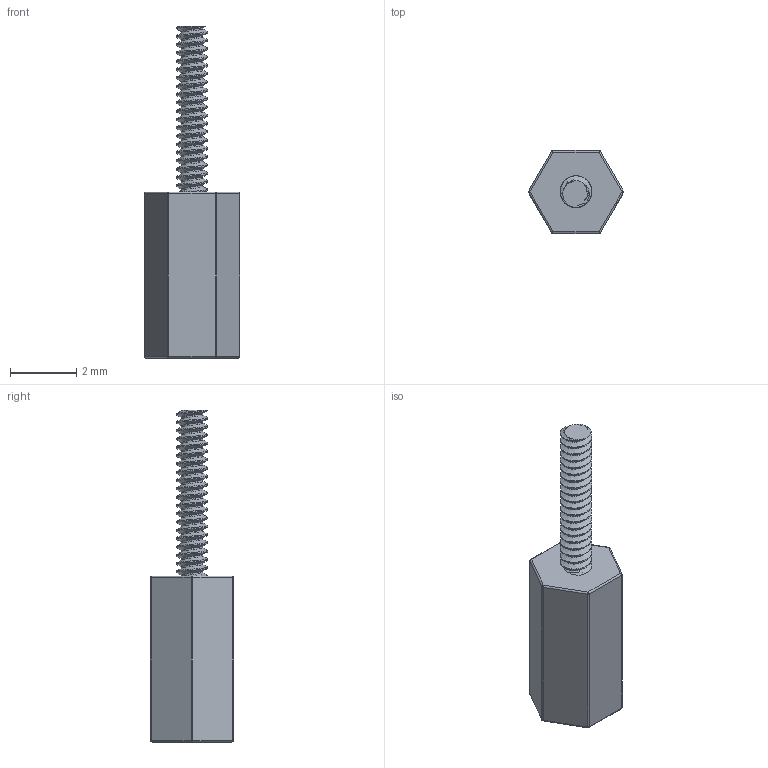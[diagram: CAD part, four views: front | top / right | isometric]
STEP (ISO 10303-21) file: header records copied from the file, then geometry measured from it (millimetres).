
FILE_DESCRIPTION(/* description */ (''),/* implementation_level */ '2;1');
FILE_NAME(/* name */ 'Screw M1.step',/* time_stamp */ '2024-09-20T11:26:43+02:00',/* author */ (''),/* organization */ (''),/* preprocessor_version */ 'ST-DEVELOPER v20',/* originating_system */ 'Autodesk Translation Framework v13.14.0.145',/* authorisation */ '');
FILE_SCHEMA (('AUTOMOTIVE_DESIGN { 1 0 10303 214 3 1 1 }'));
Length unit declared in the file: millimetre
Products named in the file (1): Screw M1
Bounding box: 2.87 x 2.5 x 10 mm (x, y, z)
Volume: 27.4 mm3; surface area: 90.9 mm2
Topology: 1 solids, 1 shells, 116 faces, 300 edges, 188 vertices
Faces by surface type: cylinder 90, sphere 12, plane 10, bspline 4
Full cylindrical faces by diameter (mm): 0.662 x7, 0.769 x7, 0.949 x12, 1.054 x3
Entity records: 7641 total; most frequent: CARTESIAN_POINT 5062, ORIENTED_EDGE 600, DIRECTION 418, EDGE_CURVE 300, VERTEX_POINT 188, AXIS2_PLACEMENT_3D 157, B_SPLINE_CURVE_WITH_KNOTS 152, EDGE_LOOP 118
